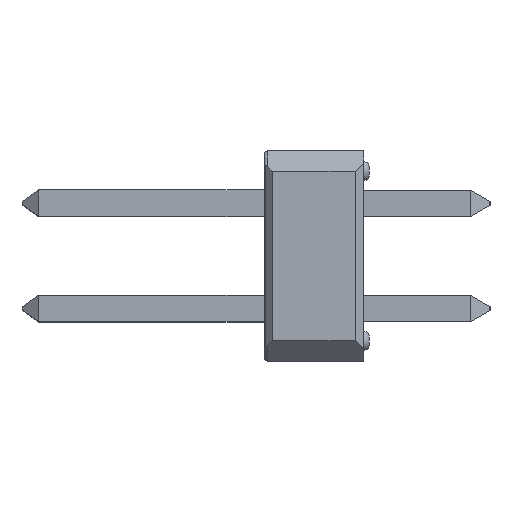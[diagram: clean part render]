
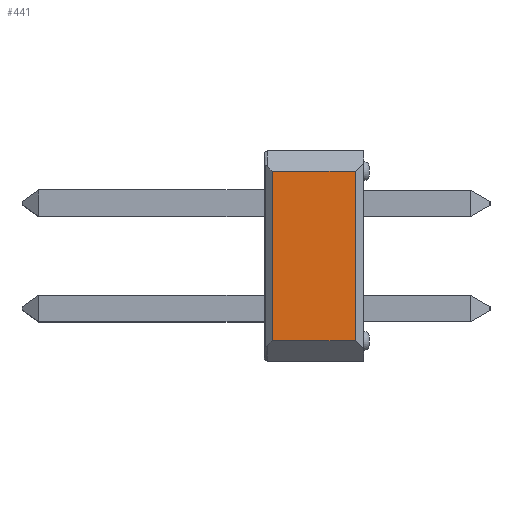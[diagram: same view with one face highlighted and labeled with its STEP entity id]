
A CAD part, left-side view. The second image highlights one B-rep face of the part: STEP entity #441.
In plain terms, the highlighted planar face has unit normal (-1, 0, 0).
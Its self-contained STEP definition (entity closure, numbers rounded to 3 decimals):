
#144 = VERTEX_POINT ( 'NONE', #2195 ) ;
#260 = LINE ( 'NONE', #713, #1663 ) ;
#393 = EDGE_CURVE ( 'NONE', #2146, #144, #534, .T. ) ;
#408 = FACE_OUTER_BOUND ( 'NONE', #1608, .T. ) ;
#441 = ADVANCED_FACE ( 'NONE', ( #408 ), #1746, .F. ) ;
#534 = LINE ( 'NONE', #1202, #1615 ) ;
#580 = CARTESIAN_POINT ( 'NONE',  ( -1.27, 0.2, -2.54 ) ) ;
#650 = DIRECTION ( 'NONE',  ( 0., 0., 1. ) ) ;
#678 = ORIENTED_EDGE ( 'NONE', *, *, #2070, .T. ) ;
#710 = DIRECTION ( 'NONE',  ( 0., 0., -1. ) ) ;
#713 = CARTESIAN_POINT ( 'NONE',  ( -1.27, 2.2, -2.04 ) ) ;
#1043 = VECTOR ( 'NONE', #650, 1000. ) ;
#1073 = LINE ( 'NONE', #1454, #1962 ) ;
#1077 = EDGE_CURVE ( 'NONE', #1878, #2146, #1515, .T. ) ;
#1139 = ORIENTED_EDGE ( 'NONE', *, *, #393, .T. ) ;
#1146 = DIRECTION ( 'NONE',  ( 0., 1., 0. ) ) ;
#1185 = CARTESIAN_POINT ( 'NONE',  ( -1.27, 2.4, -2.54 ) ) ;
#1202 = CARTESIAN_POINT ( 'NONE',  ( -1.27, 2.4, 2.04 ) ) ;
#1222 = AXIS2_PLACEMENT_3D ( 'NONE', #1185, #1643, #1649 ) ;
#1236 = ORIENTED_EDGE ( 'NONE', *, *, #1077, .T. ) ;
#1454 = CARTESIAN_POINT ( 'NONE',  ( -1.27, 2.4, -2.04 ) ) ;
#1461 = DIRECTION ( 'NONE',  ( 0., -1., 0. ) ) ;
#1515 = LINE ( 'NONE', #580, #1043 ) ;
#1528 = CARTESIAN_POINT ( 'NONE',  ( -1.27, 0.2, 2.04 ) ) ;
#1536 = ORIENTED_EDGE ( 'NONE', *, *, #2137, .T. ) ;
#1608 = EDGE_LOOP ( 'NONE', ( #1536, #1236, #1139, #678 ) ) ;
#1615 = VECTOR ( 'NONE', #1146, 1000. ) ;
#1643 = DIRECTION ( 'NONE',  ( 1., 0., 0. ) ) ;
#1649 = DIRECTION ( 'NONE',  ( 0., 0., -1. ) ) ;
#1663 = VECTOR ( 'NONE', #710, 1000. ) ;
#1746 = PLANE ( 'NONE',  #1222 ) ;
#1821 = VERTEX_POINT ( 'NONE', #2172 ) ;
#1878 = VERTEX_POINT ( 'NONE', #2099 ) ;
#1962 = VECTOR ( 'NONE', #1461, 1000. ) ;
#2070 = EDGE_CURVE ( 'NONE', #144, #1821, #260, .T. ) ;
#2099 = CARTESIAN_POINT ( 'NONE',  ( -1.27, 0.2, -2.04 ) ) ;
#2137 = EDGE_CURVE ( 'NONE', #1821, #1878, #1073, .T. ) ;
#2146 = VERTEX_POINT ( 'NONE', #1528 ) ;
#2172 = CARTESIAN_POINT ( 'NONE',  ( -1.27, 2.2, -2.04 ) ) ;
#2195 = CARTESIAN_POINT ( 'NONE',  ( -1.27, 2.2, 2.04 ) ) ;
